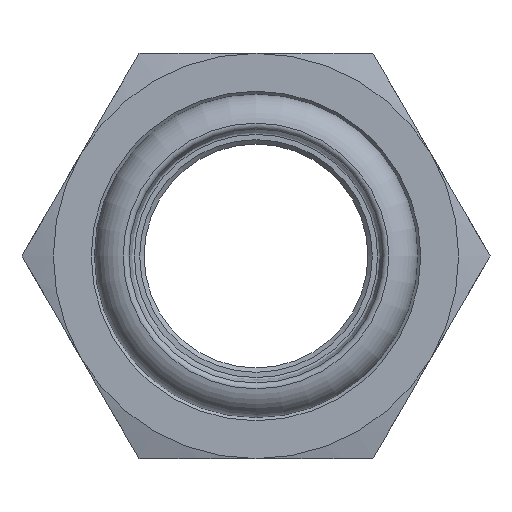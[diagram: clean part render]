
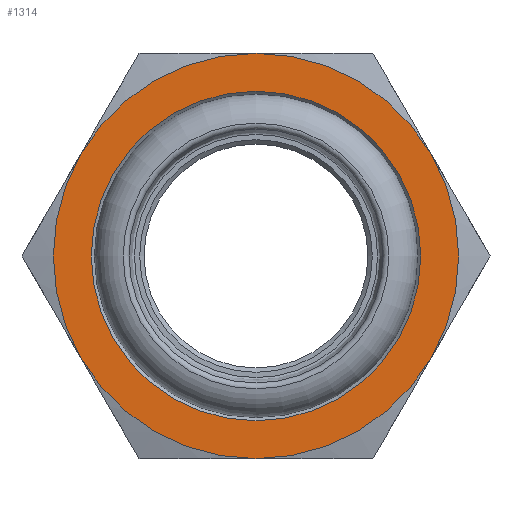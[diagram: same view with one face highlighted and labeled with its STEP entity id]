
A CAD part, front view. The second image highlights one B-rep face of the part: STEP entity #1314.
In plain terms, the highlighted planar face has unit normal (0, -1, 0).
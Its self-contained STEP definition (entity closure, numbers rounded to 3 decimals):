
#68=FACE_BOUND('',#355,.T.);
#85=PLANE('',#1478);
#265=FACE_OUTER_BOUND('',#354,.T.);
#354=EDGE_LOOP('',(#1049,#1050,#1051,#1052,#1053,#1054));
#355=EDGE_LOOP('',(#1055));
#463=CIRCLE('',#1477,18.7);
#464=CIRCLE('',#1479,23.);
#465=CIRCLE('',#1480,23.);
#466=CIRCLE('',#1481,23.);
#467=CIRCLE('',#1482,23.);
#468=CIRCLE('',#1483,23.);
#469=CIRCLE('',#1484,23.);
#589=VERTEX_POINT('',#2281);
#590=VERTEX_POINT('',#2285);
#591=VERTEX_POINT('',#2286);
#592=VERTEX_POINT('',#2288);
#593=VERTEX_POINT('',#2290);
#594=VERTEX_POINT('',#2292);
#595=VERTEX_POINT('',#2294);
#754=EDGE_CURVE('',#589,#589,#463,.T.);
#756=EDGE_CURVE('',#590,#591,#464,.T.);
#757=EDGE_CURVE('',#592,#590,#465,.T.);
#758=EDGE_CURVE('',#593,#592,#466,.T.);
#759=EDGE_CURVE('',#594,#593,#467,.T.);
#760=EDGE_CURVE('',#595,#594,#468,.T.);
#761=EDGE_CURVE('',#591,#595,#469,.T.);
#1049=ORIENTED_EDGE('',*,*,#756,.F.);
#1050=ORIENTED_EDGE('',*,*,#757,.F.);
#1051=ORIENTED_EDGE('',*,*,#758,.F.);
#1052=ORIENTED_EDGE('',*,*,#759,.F.);
#1053=ORIENTED_EDGE('',*,*,#760,.F.);
#1054=ORIENTED_EDGE('',*,*,#761,.F.);
#1055=ORIENTED_EDGE('',*,*,#754,.F.);
#1314=ADVANCED_FACE('',(#265,#68),#85,.T.);
#1477=AXIS2_PLACEMENT_3D('',#2282,#1798,#1799);
#1478=AXIS2_PLACEMENT_3D('',#2284,#1801,#1802);
#1479=AXIS2_PLACEMENT_3D('',#2287,#1803,#1804);
#1480=AXIS2_PLACEMENT_3D('',#2289,#1805,#1806);
#1481=AXIS2_PLACEMENT_3D('',#2291,#1807,#1808);
#1482=AXIS2_PLACEMENT_3D('',#2293,#1809,#1810);
#1483=AXIS2_PLACEMENT_3D('',#2295,#1811,#1812);
#1484=AXIS2_PLACEMENT_3D('',#2296,#1813,#1814);
#1798=DIRECTION('center_axis',(0.,-1.,0.));
#1799=DIRECTION('ref_axis',(0.,0.,
1.));
#1801=DIRECTION('center_axis',(0.,-1.,0.));
#1802=DIRECTION('ref_axis',(0.,0.,
1.));
#1803=DIRECTION('center_axis',(0.,1.,0.));
#1804=DIRECTION('ref_axis',(0.,0.,-1.));
#1805=DIRECTION('center_axis',(0.,1.,0.));
#1806=DIRECTION('ref_axis',(0.,0.,-1.));
#1807=DIRECTION('center_axis',(0.,1.,0.));
#1808=DIRECTION('ref_axis',(0.,0.,-1.));
#1809=DIRECTION('center_axis',(0.,1.,0.));
#1810=DIRECTION('ref_axis',(0.,0.,-1.));
#1811=DIRECTION('center_axis',(0.,1.,0.));
#1812=DIRECTION('ref_axis',(0.,0.,-1.));
#1813=DIRECTION('center_axis',(0.,1.,0.));
#1814=DIRECTION('ref_axis',(0.,0.,-1.));
#2281=CARTESIAN_POINT('',(0.,26.608,-18.7));
#2282=CARTESIAN_POINT('Origin',(0.,26.608,
0.));
#2284=CARTESIAN_POINT('Origin',(0.,26.608,-20.35));
#2285=CARTESIAN_POINT('',(0.,26.608,-23.));
#2286=CARTESIAN_POINT('',(-19.919,26.608,-11.5));
#2287=CARTESIAN_POINT('Origin',(0.,26.608,
0.));
#2288=CARTESIAN_POINT('',(19.919,26.608,-11.5));
#2289=CARTESIAN_POINT('Origin',(0.,26.608,
0.));
#2290=CARTESIAN_POINT('',(19.919,26.608,11.5));
#2291=CARTESIAN_POINT('Origin',(0.,26.608,
0.));
#2292=CARTESIAN_POINT('',(0.,26.608,23.));
#2293=CARTESIAN_POINT('Origin',(0.,26.608,
0.));
#2294=CARTESIAN_POINT('',(-19.919,26.608,11.5));
#2295=CARTESIAN_POINT('Origin',(0.,26.608,
0.));
#2296=CARTESIAN_POINT('Origin',(0.,26.608,
0.));
